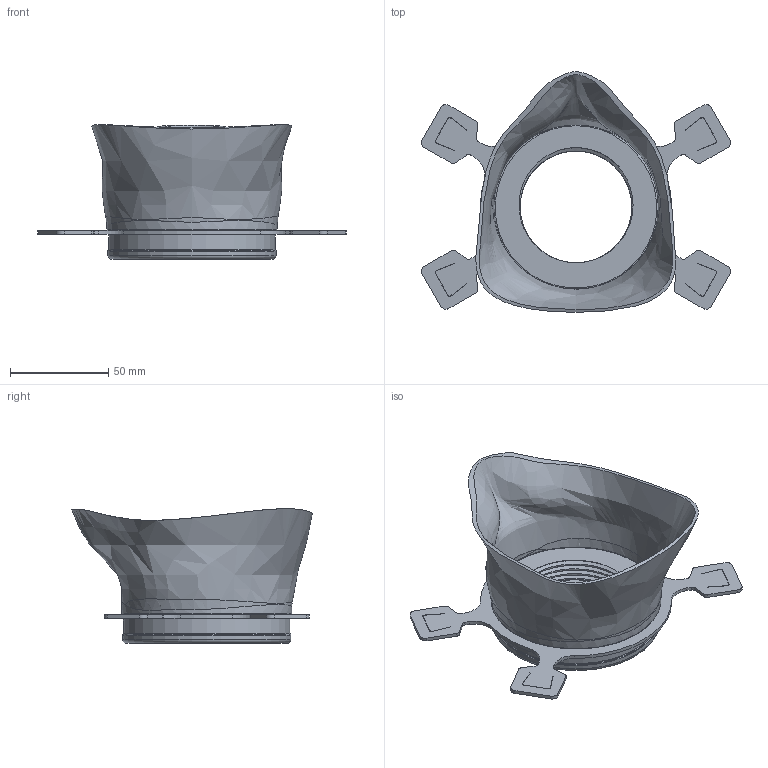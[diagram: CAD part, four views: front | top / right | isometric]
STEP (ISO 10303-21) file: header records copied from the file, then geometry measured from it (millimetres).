
FILE_DESCRIPTION(/* description */ (''),/* implementation_level */ '2;1');
FILE_NAME(/* name */ 'IM Mask 86R v4.step',/* time_stamp */ '2020-03-22T15:19:32-04:00',/* author */ (''),/* organization */ (''),/* preprocessor_version */ 'ST-DEVELOPER v18',/* originating_system */ 'Autodesk Translation Framework v8.12.0.6',/* authorisation */ '');
FILE_SCHEMA (('AUTOMOTIVE_DESIGN { 1 0 10303 214 3 1 1 }'));
Length unit declared in the file: millimetre
Products named in the file (3): IM Mask 86R; Die Cut Strap Ring v6 v1; Rigid Ring Threaded
Assembly tree (2 placements, depth 2):
  IM Mask 86R
    Die Cut Strap Ring v6 v1
    Rigid Ring Threaded
Bounding box: 157.47 x 122.73 x 68.6 mm (x, y, z)
Volume: 96380.8 mm3; surface area: 68935.5 mm2
Topology: 3 solids, 3 shells, 184 faces, 506 edges, 322 vertices
Faces by surface type: cylinder 72, plane 67, bspline 21, torus 18, cone 6
Full cylindrical faces by diameter (mm): 57.002 x5, 60.356 x6, 75 x1, 80.706 x2, 84.883 x1, 85.5 x1
Entity records: 11270 total; most frequent: CARTESIAN_POINT 6541, ORIENTED_EDGE 996, DIRECTION 952, EDGE_CURVE 498, AXIS2_PLACEMENT_3D 350, VERTEX_POINT 322, LINE 252, VECTOR 252
